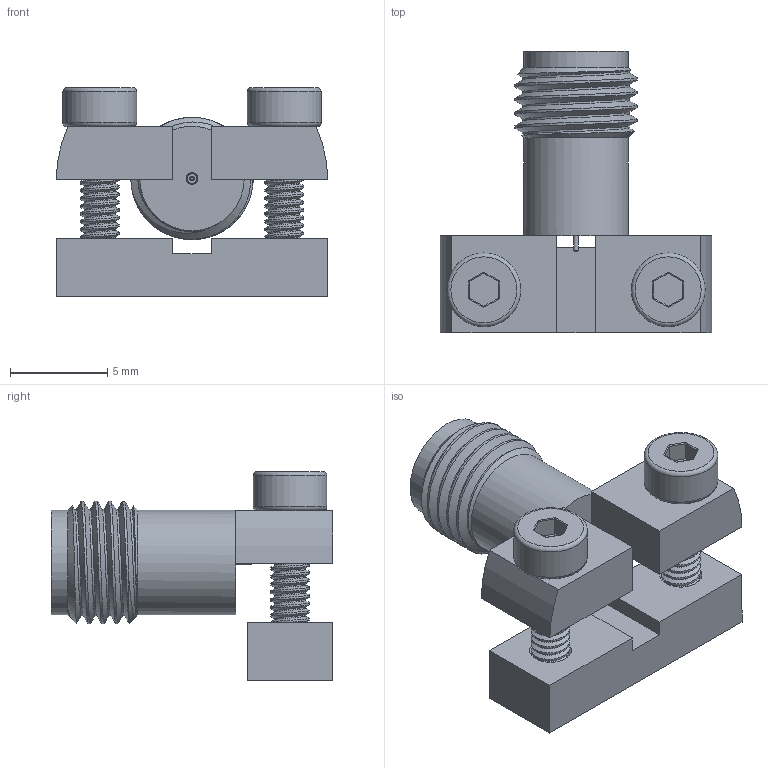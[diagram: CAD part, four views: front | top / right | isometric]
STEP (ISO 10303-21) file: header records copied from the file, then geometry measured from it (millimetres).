
FILE_DESCRIPTION(/* description */ ('Unknown'),/* implementation_level */ '2;1');
FILE_NAME(/* name */ '60312862112552',/* time_stamp */ '2023-06-26T11:55:39+02:00',/* author */ ('Unknown'),/* organization */ ('Unknown'),/* preprocessor_version */ 'ST-DEVELOPER v18.102',/* originating_system */ 'Solid Edge',/* authorisation */ 'Unknown');
FILE_SCHEMA (('AUTOMOTIVE_DESIGN {1 0 10303 214 3 1 1}'));
Length unit declared in the file: millimetre
Products named in the file (1): 60312862112552
Bounding box: 14 x 14.5 x 10.74 mm (x, y, z)
Volume: 575.4 mm3; surface area: 994.7 mm2
Topology: 1 solids, 1 shells, 140 faces, 355 edges, 226 vertices
Faces by surface type: plane 69, cylinder 45, bspline 10, torus 10, cone 6
Full cylindrical faces by diameter (mm): 0.25 x1, 0.6 x1, 1.1 x1, 2.1 x2, 3.8 x2, 4.1 x1, 4.6 x1, 5.38 x2
Entity records: 18451 total; most frequent: CARTESIAN_POINT 14325, DIRECTION 652, ORIENTED_EDGE 632, EDGE_CURVE 316, AXIS2_PLACEMENT_3D 261, VERTEX_POINT 210, EDGE_LOOP 178, FACE_BOUND 178
